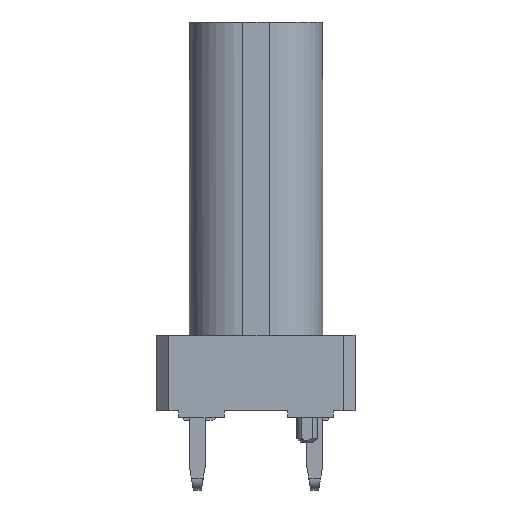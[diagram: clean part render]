
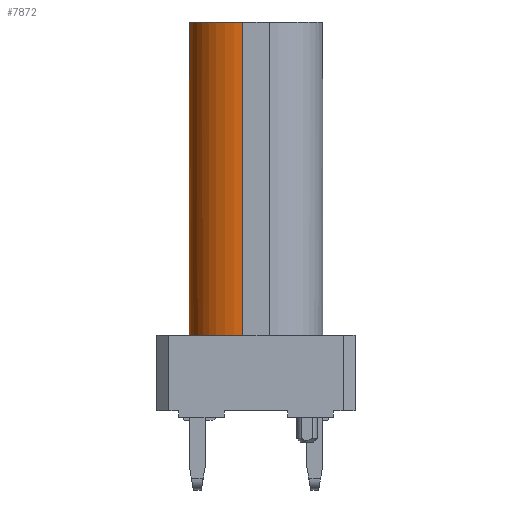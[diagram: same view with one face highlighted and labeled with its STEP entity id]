
A CAD part, left-side view. The second image highlights one B-rep face of the part: STEP entity #7872.
In plain terms, the highlighted cylindrical face has radius 1.35 mm (diameter 2.7 mm), a partial arc.
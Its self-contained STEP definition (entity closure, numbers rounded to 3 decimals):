
#954 = VERTEX_POINT('',#955);
#955 = CARTESIAN_POINT('',(-64.615,-0.376,
    -40.643));
#1083 = VERTEX_POINT('',#1084);
#1084 = CARTESIAN_POINT('',(-65.965,-1.726,
    -40.643));
#1090 = EDGE_CURVE('',#1083,#954,#1091,.T.);
#1091 = CIRCLE('',#1092,1.35);
#1092 = AXIS2_PLACEMENT_3D('',#1093,#1094,#1095);
#1093 = CARTESIAN_POINT('',(-64.615,-1.726,
    -40.643));
#1094 = DIRECTION('',(0.,0.,-1.));
#1095 = DIRECTION('',(-1.,0.,0.));
#1114 = EDGE_CURVE('',#1115,#954,#1117,.T.);
#1115 = VERTEX_POINT('',#1116);
#1116 = CARTESIAN_POINT('',(-64.615,-0.376,
    -48.57));
#1117 = LINE('',#1118,#1119);
#1118 = CARTESIAN_POINT('',(-64.615,-0.376,
    -48.57));
#1119 = VECTOR('',#1120,1.);
#1120 = DIRECTION('',(0.,0.,1.));
#7779 = EDGE_CURVE('',#7780,#7782,#7784,.T.);
#7780 = VERTEX_POINT('',#7781);
#7781 = CARTESIAN_POINT('',(-65.787,-1.056,
    -48.543));
#7782 = VERTEX_POINT('',#7783);
#7783 = CARTESIAN_POINT('',(-65.965,-1.726,
    -48.543));
#7784 = CIRCLE('',#7785,1.35);
#7785 = AXIS2_PLACEMENT_3D('',#7786,#7787,#7788);
#7786 = CARTESIAN_POINT('',(-64.615,-1.726,
    -48.543));
#7787 = DIRECTION('',(0.,0.,1.));
#7788 = DIRECTION('',(-0.868,0.496,0.));
#7872 = ADVANCED_FACE('',(#7873),#7902,.T.);
#7873 = FACE_BOUND('',#7874,.T.);
#7874 = EDGE_LOOP('',(#7875,#7881,#7882,#7883,#7894,#7901));
#7875 = ORIENTED_EDGE('',*,*,#7876,.F.);
#7876 = EDGE_CURVE('',#1083,#7782,#7877,.T.);
#7877 = LINE('',#7878,#7879);
#7878 = CARTESIAN_POINT('',(-65.965,-1.726,
    -40.643));
#7879 = VECTOR('',#7880,1.);
#7880 = DIRECTION('',(0.,0.,-1.));
#7881 = ORIENTED_EDGE('',*,*,#1090,.T.);
#7882 = ORIENTED_EDGE('',*,*,#1114,.F.);
#7883 = ORIENTED_EDGE('',*,*,#7884,.F.);
#7884 = EDGE_CURVE('',#7885,#1115,#7887,.T.);
#7885 = VERTEX_POINT('',#7886);
#7886 = CARTESIAN_POINT('',(-64.715,-0.38,
    -48.543));
#7887 = B_SPLINE_CURVE_WITH_KNOTS('',3,(#7888,#7889,#7890,#7891,#7892,
    #7893),.UNSPECIFIED.,.F.,.F.,(4,1,1,4),(0.,0.333,
    0.667,1.),.UNSPECIFIED.);
#7888 = CARTESIAN_POINT('',(-64.715,-0.38,
    -48.543));
#7889 = CARTESIAN_POINT('',(-64.703,-0.379,
    -48.543));
#7890 = CARTESIAN_POINT('',(-64.68,-0.378,
    -48.545));
#7891 = CARTESIAN_POINT('',(-64.646,-0.377,
    -48.554));
#7892 = CARTESIAN_POINT('',(-64.625,-0.376,
    -48.564));
#7893 = CARTESIAN_POINT('',(-64.615,-0.376,
    -48.57));
#7894 = ORIENTED_EDGE('',*,*,#7895,.T.);
#7895 = EDGE_CURVE('',#7885,#7780,#7896,.T.);
#7896 = CIRCLE('',#7897,1.35);
#7897 = AXIS2_PLACEMENT_3D('',#7898,#7899,#7900);
#7898 = CARTESIAN_POINT('',(-64.615,-1.726,
    -48.543));
#7899 = DIRECTION('',(0.,0.,1.));
#7900 = DIRECTION('',(-0.074,0.997,0.));
#7901 = ORIENTED_EDGE('',*,*,#7779,.T.);
#7902 = CYLINDRICAL_SURFACE('',#7903,1.35);
#7903 = AXIS2_PLACEMENT_3D('',#7904,#7905,#7906);
#7904 = CARTESIAN_POINT('',(-64.615,-1.726,
    -48.729));
#7905 = DIRECTION('',(0.,0.,1.));
#7906 = DIRECTION('',(1.,0.,-0.));
